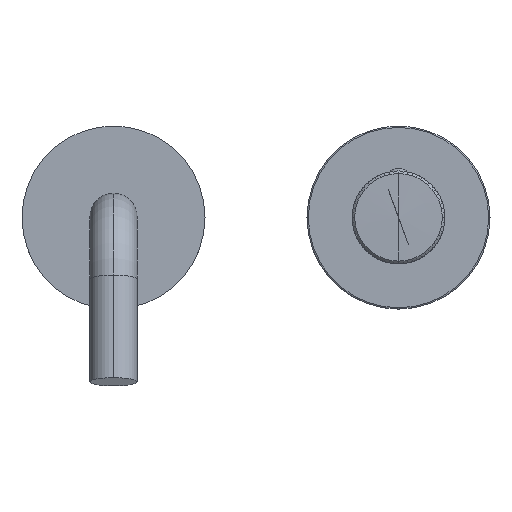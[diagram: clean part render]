
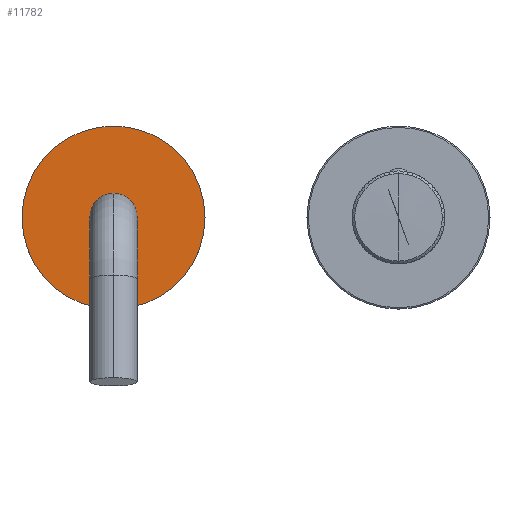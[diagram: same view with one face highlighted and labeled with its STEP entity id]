
A CAD part, top view. The second image highlights one B-rep face of the part: STEP entity #11782.
In plain terms, the highlighted planar face has unit normal (0, 0, 1).
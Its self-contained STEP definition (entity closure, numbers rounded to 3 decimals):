
#11625=CARTESIAN_POINT('',(-109.,0.,59.));
#11626=DIRECTION('',(0.,0.,1.));
#11627=DIRECTION('',(0.,1.,0.));
#11628=AXIS2_PLACEMENT_3D('',#11625,#11626,#11627);
#11634=CARTESIAN_POINT('',(-109.,0.,59.));
#11635=DIRECTION('',(0.,0.,1.));
#11636=DIRECTION('',(-1.,0.,0.));
#11637=AXIS2_PLACEMENT_3D('',#11634,#11635,#11636);
#11639=CARTESIAN_POINT('',(-109.,0.,59.));
#11640=DIRECTION('',(0.,0.,-1.));
#11641=DIRECTION('',(-1.,0.,0.));
#11642=AXIS2_PLACEMENT_3D('',#11639,#11640,#11641);
#11662=CARTESIAN_POINT('',(-109.,0.,59.));
#11663=DIRECTION('',(0.,0.,1.));
#11664=DIRECTION('',(0.,-1.,0.));
#11665=AXIS2_PLACEMENT_3D('',#11662,#11663,#11664);
#11720=CARTESIAN_POINT('',(-144.,0.,59.));
#11722=VERTEX_POINT('',#11720);
#11724=CARTESIAN_POINT('',(-74.,0.,59.));
#11726=VERTEX_POINT('',#11724);
#11739=CARTESIAN_POINT('',(-109.,-9.,59.));
#11740=CARTESIAN_POINT('',(-109.,9.,59.));
#11741=VERTEX_POINT('',#11739);
#11742=VERTEX_POINT('',#11740);
#11766=CARTESIAN_POINT('',(-109.,0.,59.));
#11767=DIRECTION('',(0.,0.,-1.));
#11768=DIRECTION('',(1.,0.,0.));
#11769=AXIS2_PLACEMENT_3D('',#11766,#11767,#11768);
#11770=PLANE('',#11769);
#11772=ORIENTED_EDGE('',*,*,#11771,.F.);
#11774=ORIENTED_EDGE('',*,*,#11773,.T.);
#11775=EDGE_LOOP('',(#11772,#11774));
#11776=FACE_OUTER_BOUND('',#11775,.F.);
#11778=ORIENTED_EDGE('',*,*,#11777,.T.);
#11779=ORIENTED_EDGE('',*,*,#11748,.T.);
#11780=EDGE_LOOP('',(#11778,#11779));
#11781=FACE_BOUND('',#11780,.F.);
#11782=ADVANCED_FACE('',(#11776,#11781),#11770,.F.);
#11629=CIRCLE('',#11628,9.);
#11638=CIRCLE('',#11637,35.);
#11643=CIRCLE('',#11642,35.);
#11666=CIRCLE('',#11665,9.);
#11748=EDGE_CURVE('',#11742,#11741,#11629,.T.);
#11771=EDGE_CURVE('',#11722,#11726,#11638,.T.);
#11773=EDGE_CURVE('',#11722,#11726,#11643,.T.);
#11777=EDGE_CURVE('',#11741,#11742,#11666,.T.);
